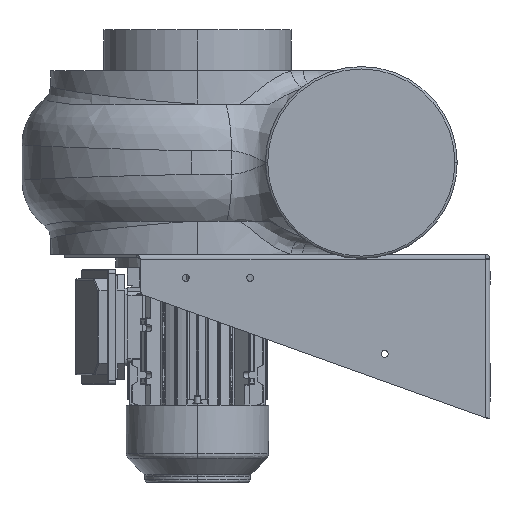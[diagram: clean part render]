
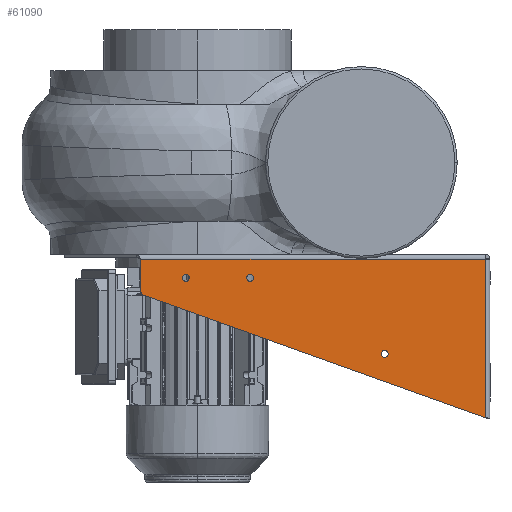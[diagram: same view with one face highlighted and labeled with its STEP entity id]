
A CAD part, left-side view. The second image highlights one B-rep face of the part: STEP entity #61090.
In plain terms, the highlighted planar face has unit normal (-1, 0, 0).
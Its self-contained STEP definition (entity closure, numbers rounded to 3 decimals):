
#309 = DIRECTION ( 'NONE',  ( 0., 1., 0. ) ) ;
#747 = EDGE_CURVE ( 'NONE', #2157, #32391, #67912, .T. ) ;
#2106 = VECTOR ( 'NONE', #42921, 1000. ) ;
#2157 = VERTEX_POINT ( 'NONE', #55254 ) ;
#2904 = VERTEX_POINT ( 'NONE', #68614 ) ;
#3133 = DIRECTION ( 'NONE',  ( 0., 0.941, 0.338 ) ) ;
#3508 = AXIS2_PLACEMENT_3D ( 'NONE', #34554, #60018, #7053 ) ;
#4179 = FACE_BOUND ( 'NONE', #60395, .T. ) ;
#5209 = DIRECTION ( 'NONE',  ( -1., 0., 0. ) ) ;
#5306 = EDGE_CURVE ( 'NONE', #12465, #28759, #46852, .T. ) ;
#5548 = VECTOR ( 'NONE', #3133, 1000. ) ;
#5550 = CARTESIAN_POINT ( 'NONE',  ( -117.5, 0., 0. ) ) ;
#6161 = CIRCLE ( 'NONE', #68471, 3. ) ;
#7053 = DIRECTION ( 'NONE',  ( 0., 0., 1. ) ) ;
#7330 = CARTESIAN_POINT ( 'NONE',  ( -117.5, 13.295, -17. ) ) ;
#7672 = DIRECTION ( 'NONE',  ( 0., 0., 1. ) ) ;
#8765 = CIRCLE ( 'NONE', #17654, 3. ) ;
#8891 = EDGE_CURVE ( 'NONE', #9614, #59144, #24073, .T. ) ;
#9614 = VERTEX_POINT ( 'NONE', #21576 ) ;
#9763 = CARTESIAN_POINT ( 'NONE',  ( -117.5, -41.705, -14. ) ) ;
#12294 = AXIS2_PLACEMENT_3D ( 'NONE', #5550, #21894, #309 ) ;
#12465 = VERTEX_POINT ( 'NONE', #13248 ) ;
#12468 = ORIENTED_EDGE ( 'NONE', *, *, #47202, .F. ) ;
#12782 = ORIENTED_EDGE ( 'NONE', *, *, #32734, .T. ) ;
#12863 = DIRECTION ( 'NONE',  ( 0., 0., 1. ) ) ;
#13248 = CARTESIAN_POINT ( 'NONE',  ( -117.5, 51.714, -28.889 ) ) ;
#13924 = ORIENTED_EDGE ( 'NONE', *, *, #56679, .F. ) ;
#15724 = ORIENTED_EDGE ( 'NONE', *, *, #19631, .F. ) ;
#15825 = DIRECTION ( 'NONE',  ( -1., 0., 0. ) ) ;
#16529 = ORIENTED_EDGE ( 'NONE', *, *, #34730, .T. ) ;
#17654 = AXIS2_PLACEMENT_3D ( 'NONE', #32396, #5209, #58204 ) ;
#19117 = FACE_BOUND ( 'NONE', #61847, .T. ) ;
#19631 = EDGE_CURVE ( 'NONE', #32391, #2157, #8765, .T. ) ;
#19647 = AXIS2_PLACEMENT_3D ( 'NONE', #60611, #50834, #12863 ) ;
#20311 = CARTESIAN_POINT ( 'NONE',  ( -117.5, 48.714, -28.889 ) ) ;
#20640 = EDGE_CURVE ( 'NONE', #59092, #63998, #63057, .T. ) ;
#20897 = CARTESIAN_POINT ( 'NONE',  ( -117.5, 49.727, -31.713 ) ) ;
#21576 = CARTESIAN_POINT ( 'NONE',  ( -117.5, -41.705, -20. ) ) ;
#21894 = DIRECTION ( 'NONE',  ( -1., 0., 0. ) ) ;
#22086 = DIRECTION ( 'NONE',  ( 0., 0., 1. ) ) ;
#22099 = CARTESIAN_POINT ( 'NONE',  ( -117.5, 0., -1. ) ) ;
#22790 = LINE ( 'NONE', #22099, #35383 ) ;
#24073 = CIRCLE ( 'NONE', #25176, 3. ) ;
#25176 = AXIS2_PLACEMENT_3D ( 'NONE', #26625, #15825, #30844 ) ;
#25878 = DIRECTION ( 'NONE',  ( 0., 0., 1. ) ) ;
#26625 = CARTESIAN_POINT ( 'NONE',  ( -117.5, -41.705, -17. ) ) ;
#26796 = ORIENTED_EDGE ( 'NONE', *, *, #29614, .T. ) ;
#28759 = VERTEX_POINT ( 'NONE', #32331 ) ;
#29614 = EDGE_CURVE ( 'NONE', #56702, #2904, #48731, .T. ) ;
#30183 = ORIENTED_EDGE ( 'NONE', *, *, #747, .F. ) ;
#30844 = DIRECTION ( 'NONE',  ( 0., 0., 1. ) ) ;
#32022 = PLANE ( 'NONE',  #12294 ) ;
#32331 = CARTESIAN_POINT ( 'NONE',  ( -117.5, 51.714, -1. ) ) ;
#32391 = VERTEX_POINT ( 'NONE', #40296 ) ;
#32396 = CARTESIAN_POINT ( 'NONE',  ( -117.5, 13.295, -17. ) ) ;
#32734 = EDGE_CURVE ( 'NONE', #12465, #51698, #38102, .T. ) ;
#34352 = EDGE_CURVE ( 'NONE', #63998, #59092, #54717, .T. ) ;
#34554 = CARTESIAN_POINT ( 'NONE',  ( -117.5, -156.705, -82.004 ) ) ;
#34730 = EDGE_CURVE ( 'NONE', #2904, #28759, #22790, .T. ) ;
#35383 = VECTOR ( 'NONE', #36187, 1000. ) ;
#36187 = DIRECTION ( 'NONE',  ( 0., 1., 0. ) ) ;
#38102 = CIRCLE ( 'NONE', #46991, 3. ) ;
#39422 = CARTESIAN_POINT ( 'NONE',  ( -117.5, -156.705, -85.004 ) ) ;
#40296 = CARTESIAN_POINT ( 'NONE',  ( -117.5, 13.295, -14. ) ) ;
#40933 = CARTESIAN_POINT ( 'NONE',  ( -117.5, 51.714, 0. ) ) ;
#42921 = DIRECTION ( 'NONE',  ( 0., 0., 1. ) ) ;
#43194 = FACE_BOUND ( 'NONE', #45058, .T. ) ;
#43604 = DIRECTION ( 'NONE',  ( -1., 0., 0. ) ) ;
#45058 = EDGE_LOOP ( 'NONE', ( #60372, #54300 ) ) ;
#45694 = ORIENTED_EDGE ( 'NONE', *, *, #5306, .F. ) ;
#46852 = LINE ( 'NONE', #40933, #2106 ) ;
#46991 = AXIS2_PLACEMENT_3D ( 'NONE', #20311, #57657, #25878 ) ;
#47202 = EDGE_CURVE ( 'NONE', #56702, #51698, #56108, .T. ) ;
#47721 = FACE_OUTER_BOUND ( 'NONE', #61573, .T. ) ;
#48731 = LINE ( 'NONE', #64046, #53160 ) ;
#50543 = CARTESIAN_POINT ( 'NONE',  ( -117.5, 15.754, -43.903 ) ) ;
#50834 = DIRECTION ( 'NONE',  ( -1., 0., 0. ) ) ;
#51698 = VERTEX_POINT ( 'NONE', #20897 ) ;
#53160 = VECTOR ( 'NONE', #59516, 1000. ) ;
#54300 = ORIENTED_EDGE ( 'NONE', *, *, #20640, .F. ) ;
#54515 = CARTESIAN_POINT ( 'NONE',  ( -117.5, -242.705, -136.645 ) ) ;
#54717 = CIRCLE ( 'NONE', #3508, 3. ) ;
#54866 = DIRECTION ( 'NONE',  ( -1., 0., 0. ) ) ;
#55254 = CARTESIAN_POINT ( 'NONE',  ( -117.5, 13.295, -20. ) ) ;
#56108 = LINE ( 'NONE', #50543, #5548 ) ;
#56679 = EDGE_CURVE ( 'NONE', #59144, #9614, #6161, .T. ) ;
#56702 = VERTEX_POINT ( 'NONE', #54515 ) ;
#56774 = AXIS2_PLACEMENT_3D ( 'NONE', #7330, #43604, #7672 ) ;
#57657 = DIRECTION ( 'NONE',  ( -1., 0., 0. ) ) ;
#58204 = DIRECTION ( 'NONE',  ( 0., 0., 1. ) ) ;
#59065 = CARTESIAN_POINT ( 'NONE',  ( -117.5, -41.705, -17. ) ) ;
#59092 = VERTEX_POINT ( 'NONE', #39422 ) ;
#59144 = VERTEX_POINT ( 'NONE', #9763 ) ;
#59516 = DIRECTION ( 'NONE',  ( 0., 0., 1. ) ) ;
#60018 = DIRECTION ( 'NONE',  ( -1., 0., 0. ) ) ;
#60372 = ORIENTED_EDGE ( 'NONE', *, *, #34352, .F. ) ;
#60395 = EDGE_LOOP ( 'NONE', ( #13924, #62738 ) ) ;
#60611 = CARTESIAN_POINT ( 'NONE',  ( -117.5, -156.705, -82.004 ) ) ;
#61090 = ADVANCED_FACE ( 'NONE', ( #19117, #4179, #43194, #47721 ), #32022, .T. ) ;
#61573 = EDGE_LOOP ( 'NONE', ( #45694, #12782, #12468, #26796, #16529 ) ) ;
#61847 = EDGE_LOOP ( 'NONE', ( #15724, #30183 ) ) ;
#62738 = ORIENTED_EDGE ( 'NONE', *, *, #8891, .F. ) ;
#63057 = CIRCLE ( 'NONE', #19647, 3. ) ;
#63998 = VERTEX_POINT ( 'NONE', #67543 ) ;
#64046 = CARTESIAN_POINT ( 'NONE',  ( -117.5, -242.705, -138.08 ) ) ;
#67543 = CARTESIAN_POINT ( 'NONE',  ( -117.5, -156.705, -79.004 ) ) ;
#67912 = CIRCLE ( 'NONE', #56774, 3. ) ;
#68471 = AXIS2_PLACEMENT_3D ( 'NONE', #59065, #54866, #22086 ) ;
#68614 = CARTESIAN_POINT ( 'NONE',  ( -117.5, -242.705, -1. ) ) ;
